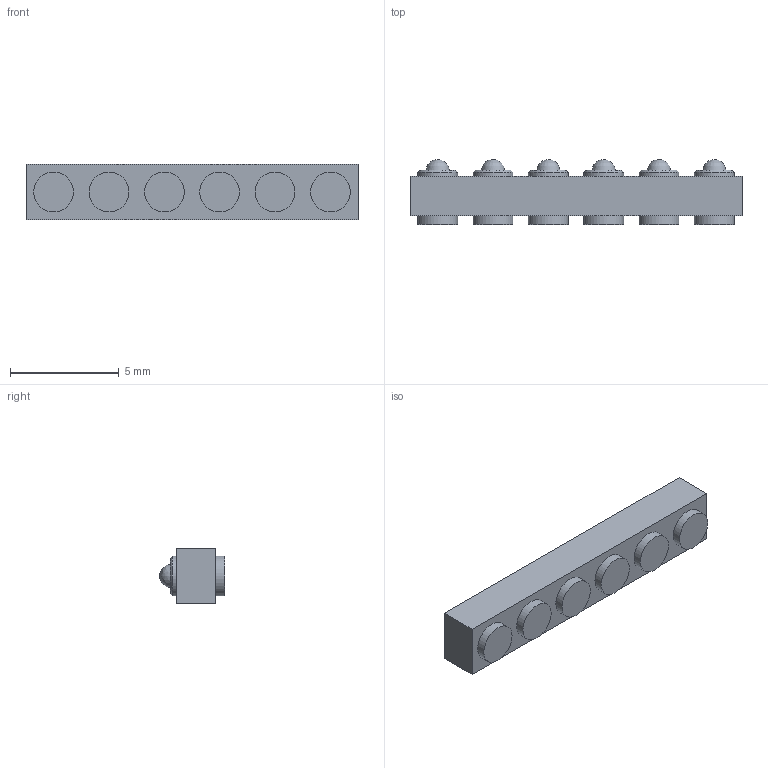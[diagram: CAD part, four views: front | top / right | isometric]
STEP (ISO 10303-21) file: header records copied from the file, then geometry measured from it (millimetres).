
FILE_DESCRIPTION(/* description */ (''),/* implementation_level */ '2;1');
FILE_NAME(/* name */ 'pogo 1x6 v3.step',/* time_stamp */ '2020-01-10T00:07:37-08:00',/* author */ (''),/* organization */ (''),/* preprocessor_version */ 'ST-DEVELOPER v18',/* originating_system */ 'Autodesk Translation Framework v8.12.0.6',/* authorisation */ '');
FILE_SCHEMA (('AUTOMOTIVE_DESIGN { 1 0 10303 214 3 1 1 }'));
Length unit declared in the file: millimetre
Products named in the file (1): pogo 1x6
Bounding box: 15.24 x 2.98 x 2.54 mm (x, y, z)
Volume: 82.2 mm3; surface area: 292.1 mm2
Topology: 7 solids, 7 shells, 48 faces, 84 edges, 56 vertices
Faces by surface type: plane 24, cylinder 12, cone 6, bspline 6
Full cylindrical faces by diameter (mm): 1.829 x12
Entity records: 1379 total; most frequent: CARTESIAN_POINT 345, DIRECTION 224, ORIENTED_EDGE 168, AXIS2_PLACEMENT_3D 97, EDGE_CURVE 84, EDGE_LOOP 66, VERTEX_POINT 56, CIRCLE 54
